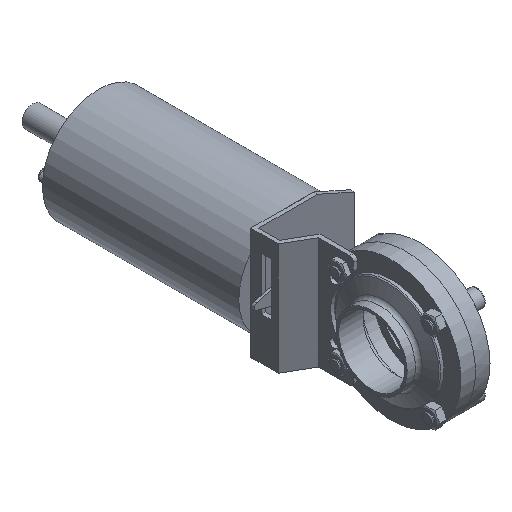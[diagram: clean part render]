
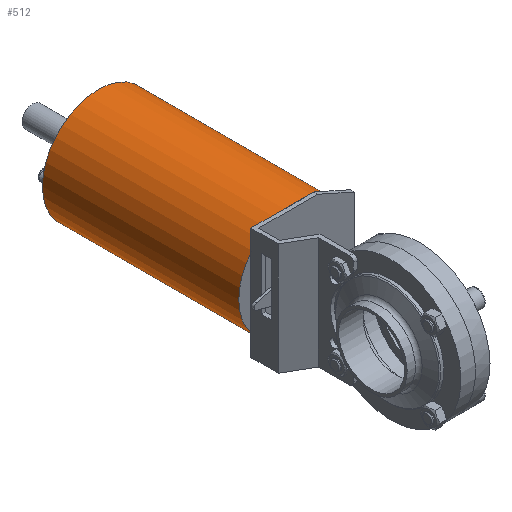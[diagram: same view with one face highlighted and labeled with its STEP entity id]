
A CAD part, isometric view. The second image highlights one B-rep face of the part: STEP entity #512.
In plain terms, the highlighted cylindrical face has radius 42.5 mm (diameter 85 mm), a full revolution.
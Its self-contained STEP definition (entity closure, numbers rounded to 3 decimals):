
#512 = ADVANCED_FACE( '', ( #991, #992 ), #993, .T. );
#991 = FACE_OUTER_BOUND( '', #1597, .T. );
#992 = FACE_OUTER_BOUND( '', #1598, .T. );
#993 = CYLINDRICAL_SURFACE( '', #1599, 42.5 );
#1597 = EDGE_LOOP( '', ( #2890 ) );
#1598 = EDGE_LOOP( '', ( #2891 ) );
#1599 = AXIS2_PLACEMENT_3D( '', #2892, #2893, #2894 );
#2890 = ORIENTED_EDGE( '', *, *, #3677, .F. );
#2891 = ORIENTED_EDGE( '', *, *, #3676, .T. );
#2892 = CARTESIAN_POINT( '', ( 199., 0., 0. ) );
#2893 = DIRECTION( '', ( -1., 0., 0. ) );
#2894 = DIRECTION( '', ( 0., 0., -1. ) );
#3676 = EDGE_CURVE( '', #4336, #4336, #4337, .T. );
#3677 = EDGE_CURVE( '', #4338, #4338, #4339, .T. );
#4336 = VERTEX_POINT( '', #5754 );
#4337 = CIRCLE( '', #5755, 42.5 );
#4338 = VERTEX_POINT( '', #5756 );
#4339 = CIRCLE( '', #5757, 42.5 );
#5754 = CARTESIAN_POINT( '', ( 0., 0., -42.5 ) );
#5755 = AXIS2_PLACEMENT_3D( '', #6480, #6481, #6482 );
#5756 = CARTESIAN_POINT( '', ( 149., 0., -42.5 ) );
#5757 = AXIS2_PLACEMENT_3D( '', #6483, #6484, #6485 );
#6480 = CARTESIAN_POINT( '', ( 0., 0., 0. ) );
#6481 = DIRECTION( '', ( 1., 0., 0. ) );
#6482 = DIRECTION( '', ( 0., 0., -1. ) );
#6483 = CARTESIAN_POINT( '', ( 149., 0., 0. ) );
#6484 = DIRECTION( '', ( 1., 0., 0. ) );
#6485 = DIRECTION( '', ( 0., 0., -1. ) );
